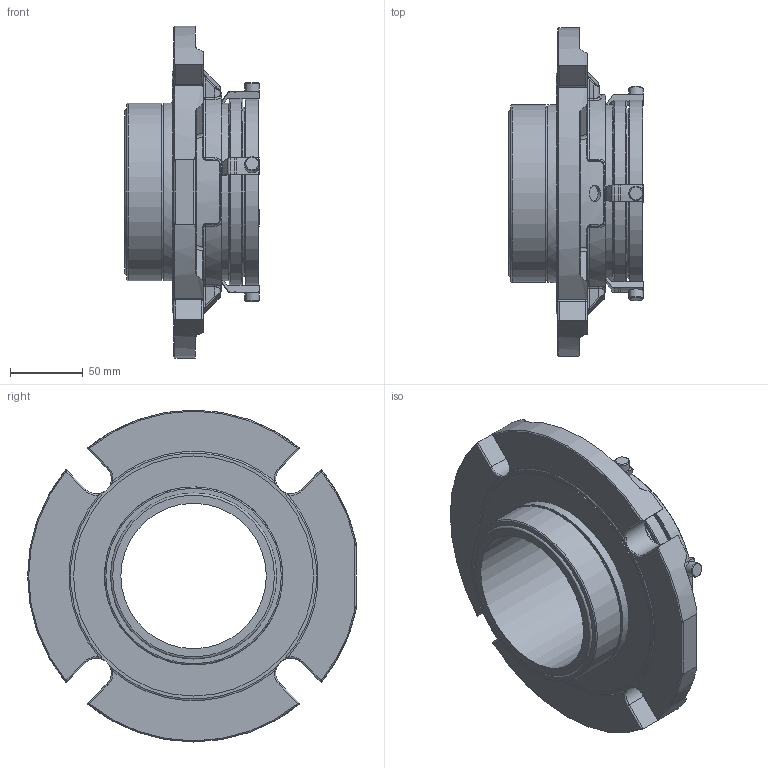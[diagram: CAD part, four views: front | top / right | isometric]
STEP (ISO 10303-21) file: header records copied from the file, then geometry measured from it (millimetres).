
FILE_DESCRIPTION(/* description */ ('Unknown'),/* implementation_level */ '2;1');
FILE_NAME(/* name */ '100mm',/* time_stamp */ '2023-02-07T10:07:13+00:00',/* author */ ('Unknown'),/* organization */ ('Unknown'),/* preprocessor_version */ 'ST-DEVELOPER v16.7',/* originating_system */ 'Solid Edge',/* authorisation */ 'Unknown');
FILE_SCHEMA (('AUTOMOTIVE_DESIGN {1 0 10303 214 3 1 1}'));
Length unit declared in the file: millimetre
Products named in the file (1): 100mm
Bounding box: 92.63 x 226.17 x 228.35 mm (x, y, z)
Volume: 934038.3 mm3; surface area: 146473.1 mm2
Topology: 1 solids, 1 shells, 581 faces, 1499 edges, 946 vertices
Faces by surface type: plane 201, cylinder 161, bspline 84, torus 82, sphere 32, cone 21
Full cylindrical faces by diameter (mm): 3.761 x1, 10 x4, 10.998 x2, 100 x1, 114.275 x1, 116.281 x1, 119.151 x1, 122.123 x1, 122.225 x1, 122.555 x1, 128.422 x1, 165.1 x1
Entity records: 20486 total; most frequent: CARTESIAN_POINT 7380, ORIENTED_EDGE 2900, DIRECTION 2463, EDGE_CURVE 1450, AXIS2_PLACEMENT_3D 992, VERTEX_POINT 931, EDGE_LOOP 651, FACE_BOUND 651
